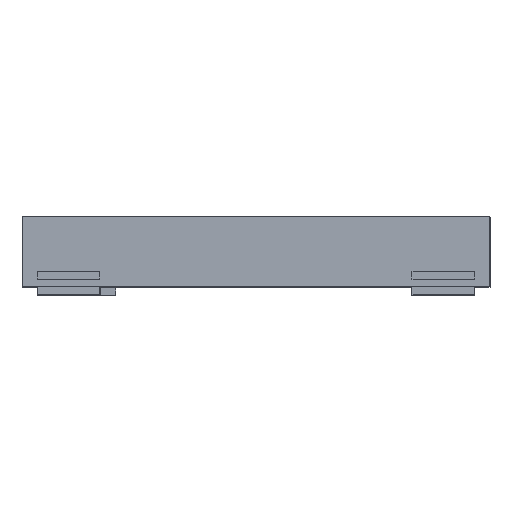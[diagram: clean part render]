
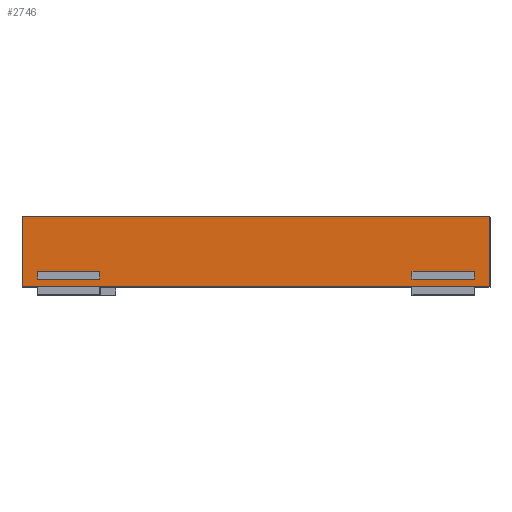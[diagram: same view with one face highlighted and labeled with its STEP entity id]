
A CAD part, top view. The second image highlights one B-rep face of the part: STEP entity #2746.
In plain terms, the highlighted planar face has unit normal (0, 0, 1).
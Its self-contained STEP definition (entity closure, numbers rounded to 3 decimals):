
#54 = CARTESIAN_POINT ( 'NONE',  ( -1., 0.15, 1. ) ) ;
#142 = DIRECTION ( 'NONE',  ( 1., 0., 0. ) ) ;
#282 = VECTOR ( 'NONE', #6188, 1000. ) ;
#384 = VECTOR ( 'NONE', #5201, 1000. ) ;
#450 = DIRECTION ( 'NONE',  ( 0., 1., 0. ) ) ;
#496 = EDGE_CURVE ( 'NONE', #1132, #1771, #1904, .T. ) ;
#562 = EDGE_LOOP ( 'NONE', ( #2357, #1848, #6080, #2177 ) ) ;
#565 = DIRECTION ( 'NONE',  ( 1., 0., 0. ) ) ;
#603 = CARTESIAN_POINT ( 'NONE',  ( -1.4, 0.1, 1. ) ) ;
#772 = LINE ( 'NONE', #2371, #3775 ) ;
#885 = EDGE_CURVE ( 'NONE', #1618, #6145, #5163, .T. ) ;
#961 = ORIENTED_EDGE ( 'NONE', *, *, #3480, .T. ) ;
#989 = VECTOR ( 'NONE', #565, 1000. ) ;
#1132 = VERTEX_POINT ( 'NONE', #3045 ) ;
#1146 = EDGE_CURVE ( 'NONE', #5222, #1132, #4506, .T. ) ;
#1160 = VERTEX_POINT ( 'NONE', #2483 ) ;
#1300 = CARTESIAN_POINT ( 'NONE',  ( -1.4, 0.1, 1. ) ) ;
#1405 = VERTEX_POINT ( 'NONE', #6331 ) ;
#1500 = DIRECTION ( 'NONE',  ( -1., 0., 0. ) ) ;
#1502 = VECTOR ( 'NONE', #3034, 1000. ) ;
#1516 = EDGE_CURVE ( 'NONE', #6145, #5263, #772, .T. ) ;
#1527 = EDGE_CURVE ( 'NONE', #1160, #2602, #2133, .T. ) ;
#1543 = CARTESIAN_POINT ( 'NONE',  ( 1.4, 0.1, 1. ) ) ;
#1618 = VERTEX_POINT ( 'NONE', #2461 ) ;
#1771 = VERTEX_POINT ( 'NONE', #4548 ) ;
#1848 = ORIENTED_EDGE ( 'NONE', *, *, #1516, .T. ) ;
#1855 = VECTOR ( 'NONE', #142, 1000. ) ;
#1895 = ORIENTED_EDGE ( 'NONE', *, *, #4649, .T. ) ;
#1904 = LINE ( 'NONE', #5512, #1502 ) ;
#2074 = ORIENTED_EDGE ( 'NONE', *, *, #5659, .T. ) ;
#2133 = LINE ( 'NONE', #4306, #4661 ) ;
#2140 = VECTOR ( 'NONE', #4218, 1000. ) ;
#2177 = ORIENTED_EDGE ( 'NONE', *, *, #5753, .T. ) ;
#2264 = LINE ( 'NONE', #4643, #282 ) ;
#2357 = ORIENTED_EDGE ( 'NONE', *, *, #885, .T. ) ;
#2371 = CARTESIAN_POINT ( 'NONE',  ( 1.4, 0.1, 1. ) ) ;
#2405 = VERTEX_POINT ( 'NONE', #6091 ) ;
#2432 = LINE ( 'NONE', #5159, #384 ) ;
#2461 = CARTESIAN_POINT ( 'NONE',  ( 1.4, 0.15, 1. ) ) ;
#2483 = CARTESIAN_POINT ( 'NONE',  ( -1., 0.1, 1. ) ) ;
#2507 = DIRECTION ( 'NONE',  ( 1., 0., 0. ) ) ;
#2602 = VERTEX_POINT ( 'NONE', #1300 ) ;
#2739 = LINE ( 'NONE', #4097, #989 ) ;
#2746 = ADVANCED_FACE ( 'NONE', ( #6473, #3063, #4235 ), #3009, .F. ) ;
#2773 = VECTOR ( 'NONE', #450, 1000. ) ;
#2871 = EDGE_LOOP ( 'NONE', ( #5972, #3023, #2074, #4973 ) ) ;
#3009 = PLANE ( 'NONE',  #4825 ) ;
#3023 = ORIENTED_EDGE ( 'NONE', *, *, #5042, .T. ) ;
#3034 = DIRECTION ( 'NONE',  ( 0., -1., 0. ) ) ;
#3045 = CARTESIAN_POINT ( 'NONE',  ( 1.5, 0.5, 1. ) ) ;
#3063 = FACE_OUTER_BOUND ( 'NONE', #5100, .T. ) ;
#3086 = LINE ( 'NONE', #6345, #2140 ) ;
#3166 = VECTOR ( 'NONE', #2507, 1000. ) ;
#3458 = DIRECTION ( 'NONE',  ( 0., 0., -1. ) ) ;
#3463 = VERTEX_POINT ( 'NONE', #54 ) ;
#3480 = EDGE_CURVE ( 'NONE', #1405, #1771, #4545, .T. ) ;
#3603 = CARTESIAN_POINT ( 'NONE',  ( -1.5, 0.05, 1. ) ) ;
#3715 = DIRECTION ( 'NONE',  ( 0., 1., 0. ) ) ;
#3775 = VECTOR ( 'NONE', #6423, 1000. ) ;
#3783 = VECTOR ( 'NONE', #4867, 1000. ) ;
#3810 = ORIENTED_EDGE ( 'NONE', *, *, #1146, .F. ) ;
#3848 = EDGE_CURVE ( 'NONE', #5263, #2405, #4184, .T. ) ;
#3966 = CARTESIAN_POINT ( 'NONE',  ( -1.4, 0.15, 1. ) ) ;
#4057 = EDGE_CURVE ( 'NONE', #2602, #4450, #5875, .T. ) ;
#4097 = CARTESIAN_POINT ( 'NONE',  ( -1.4, 0.15, 1. ) ) ;
#4184 = LINE ( 'NONE', #4962, #2773 ) ;
#4218 = DIRECTION ( 'NONE',  ( 1., 0., 0. ) ) ;
#4235 = FACE_BOUND ( 'NONE', #562, .T. ) ;
#4306 = CARTESIAN_POINT ( 'NONE',  ( -1.4, 0.1, 1. ) ) ;
#4375 = DIRECTION ( 'NONE',  ( -1., 0., 0. ) ) ;
#4450 = VERTEX_POINT ( 'NONE', #3966 ) ;
#4499 = VECTOR ( 'NONE', #3715, 1000. ) ;
#4506 = LINE ( 'NONE', #6054, #3166 ) ;
#4530 = CARTESIAN_POINT ( 'NONE',  ( -1.5, 4.606, 1. ) ) ;
#4545 = LINE ( 'NONE', #3603, #1855 ) ;
#4548 = CARTESIAN_POINT ( 'NONE',  ( 1.5, 0.05, 1. ) ) ;
#4643 = CARTESIAN_POINT ( 'NONE',  ( -1.5, 4.606, 1. ) ) ;
#4649 = EDGE_CURVE ( 'NONE', #5222, #1405, #2264, .T. ) ;
#4651 = ORIENTED_EDGE ( 'NONE', *, *, #496, .F. ) ;
#4661 = VECTOR ( 'NONE', #4375, 1000. ) ;
#4825 = AXIS2_PLACEMENT_3D ( 'NONE', #4530, #3458, #1500 ) ;
#4867 = DIRECTION ( 'NONE',  ( 0., -1., 0. ) ) ;
#4881 = CARTESIAN_POINT ( 'NONE',  ( -1.5, 0.5, 1. ) ) ;
#4962 = CARTESIAN_POINT ( 'NONE',  ( 1., 0.1, 1. ) ) ;
#4973 = ORIENTED_EDGE ( 'NONE', *, *, #1527, .T. ) ;
#5042 = EDGE_CURVE ( 'NONE', #4450, #3463, #2739, .T. ) ;
#5100 = EDGE_LOOP ( 'NONE', ( #3810, #1895, #961, #4651 ) ) ;
#5159 = CARTESIAN_POINT ( 'NONE',  ( -1., 0.1, 1. ) ) ;
#5163 = LINE ( 'NONE', #6381, #3783 ) ;
#5201 = DIRECTION ( 'NONE',  ( 0., -1., 0. ) ) ;
#5222 = VERTEX_POINT ( 'NONE', #4881 ) ;
#5263 = VERTEX_POINT ( 'NONE', #5333 ) ;
#5333 = CARTESIAN_POINT ( 'NONE',  ( 1., 0.1, 1. ) ) ;
#5512 = CARTESIAN_POINT ( 'NONE',  ( 1.5, 4.606, 1. ) ) ;
#5659 = EDGE_CURVE ( 'NONE', #3463, #1160, #2432, .T. ) ;
#5753 = EDGE_CURVE ( 'NONE', #2405, #1618, #3086, .T. ) ;
#5875 = LINE ( 'NONE', #603, #4499 ) ;
#5972 = ORIENTED_EDGE ( 'NONE', *, *, #4057, .T. ) ;
#6054 = CARTESIAN_POINT ( 'NONE',  ( -1.5, 0.5, 1. ) ) ;
#6080 = ORIENTED_EDGE ( 'NONE', *, *, #3848, .T. ) ;
#6091 = CARTESIAN_POINT ( 'NONE',  ( 1., 0.15, 1. ) ) ;
#6145 = VERTEX_POINT ( 'NONE', #1543 ) ;
#6188 = DIRECTION ( 'NONE',  ( 0., -1., 0. ) ) ;
#6331 = CARTESIAN_POINT ( 'NONE',  ( -1.5, 0.05, 1. ) ) ;
#6345 = CARTESIAN_POINT ( 'NONE',  ( 1.4, 0.15, 1. ) ) ;
#6381 = CARTESIAN_POINT ( 'NONE',  ( 1.4, 0.1, 1. ) ) ;
#6423 = DIRECTION ( 'NONE',  ( -1., 0., 0. ) ) ;
#6473 = FACE_BOUND ( 'NONE', #2871, .T. ) ;
